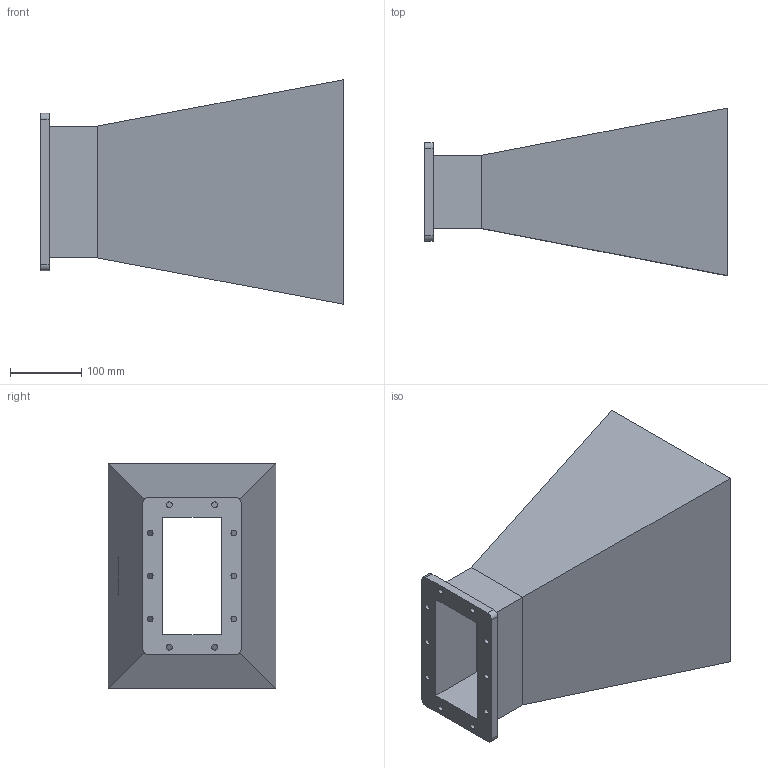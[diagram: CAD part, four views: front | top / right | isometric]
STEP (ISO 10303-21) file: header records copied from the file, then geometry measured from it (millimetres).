
FILE_DESCRIPTION (( 'STEP AP214' ), '1' );
FILE_NAME ('FMWAN650-10_3D.step', '2023-04-24T18:08:36', ( '' ), ( '' ), 'SwSTEP 2.0', 'SolidWorks 2022', '' );
FILE_SCHEMA (( 'AUTOMOTIVE_DESIGN' ));
Length unit declared in the file: inch
Products named in the file (1): FMWAN650-10_3D
Bounding box: 425 x 235 x 315 mm (x, y, z)
Volume: 3358330 mm3; surface area: 687990.5 mm2
Topology: 1 solids, 1 shells, 52 faces, 136 edges, 88 vertices
Faces by surface type: plane 28, cylinder 24
Entity records: 1688 total; most frequent: DIRECTION 290, CARTESIAN_POINT 277, ORIENTED_EDGE 272, EDGE_CURVE 136, AXIS2_PLACEMENT_3D 101, LINE 88, VECTOR 88, VERTEX_POINT 88
